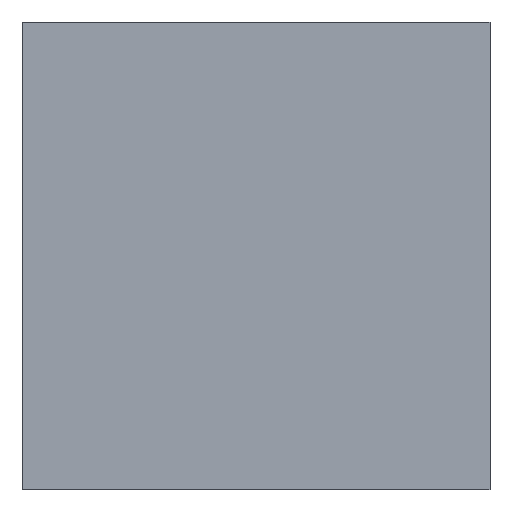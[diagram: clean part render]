
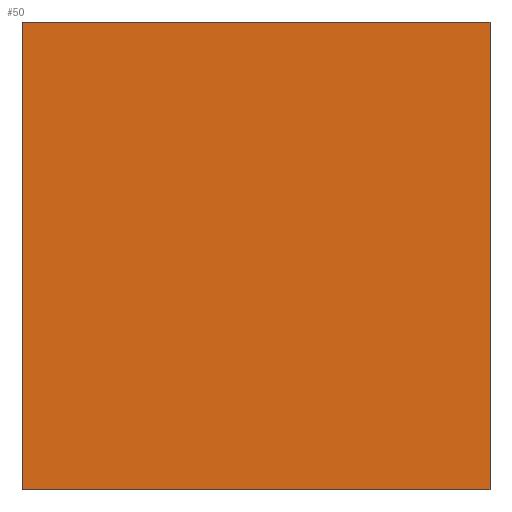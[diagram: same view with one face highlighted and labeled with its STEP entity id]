
A CAD part, front view. The second image highlights one B-rep face of the part: STEP entity #50.
In plain terms, the highlighted planar face has unit normal (0, -1, 0).
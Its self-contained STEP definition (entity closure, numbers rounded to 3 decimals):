
#50=ADVANCED_FACE('NONE',(#697),#698,.T.);
#697=FACE_OUTER_BOUND('',#1933,.T.);
#698=PLANE('',#1934);
#1933=EDGE_LOOP('',(#3573,#3574,#3575,#3576));
#1934=AXIS2_PLACEMENT_3D('',#3577,#3578,#3579);
#3573=ORIENTED_EDGE('',*,*,#8582,.F.);
#3574=ORIENTED_EDGE('',*,*,#8484,.F.);
#3575=ORIENTED_EDGE('',*,*,#8581,.F.);
#3576=ORIENTED_EDGE('',*,*,#8503,.F.);
#3577=CARTESIAN_POINT('',(0.0,0.0,-27.0));
#3578=DIRECTION('',(0.0,-1.0,0.0));
#3579=DIRECTION('',(0.0,0.0,-1.0));
#8484=EDGE_CURVE('NONE',#10437,#10439,#10440,.T.);
#8503=EDGE_CURVE('NONE',#10470,#10472,#10473,.T.);
#8581=EDGE_CURVE('NONE',#10472,#10437,#10611,.T.);
#8582=EDGE_CURVE('NONE',#10439,#10470,#10612,.T.);
#10437=VERTEX_POINT('NONE',#13481);
#10439=VERTEX_POINT('NONE',#13484);
#10440=LINE('',#13485,#13486);
#10470=VERTEX_POINT('NONE',#13533);
#10472=VERTEX_POINT('NONE',#13536);
#10473=LINE('',#13537,#13538);
#10611=LINE('',#13715,#13716);
#10612=LINE('',#13717,#13718);
#13481=CARTESIAN_POINT('',(0.0,0.0,-27.0));
#13484=CARTESIAN_POINT('',(0.0,0.0,-0.001));
#13485=CARTESIAN_POINT('',(0.0,0.0,0.0));
#13486=VECTOR('',#16580,1000.0);
#13533=CARTESIAN_POINT('',(27.0,0.0,-0.001));
#13536=CARTESIAN_POINT('',(27.0,0.0,-27.0));
#13537=CARTESIAN_POINT('',(27.0,0.0,0.0));
#13538=VECTOR('',#16599,1000.0);
#13715=CARTESIAN_POINT('',(0.0,0.0,-27.0));
#13716=VECTOR('',#16753,1000.0);
#13717=CARTESIAN_POINT('',(0.0,0.0,-0.001));
#13718=VECTOR('',#16754,1000.0);
#16580=DIRECTION('',(-0.0,-0.0,1.0));
#16599=DIRECTION('',(0.0,0.0,-1.0));
#16753=DIRECTION('',(-1.0,-0.0,-0.0));
#16754=DIRECTION('',(1.0,0.0,0.0));
